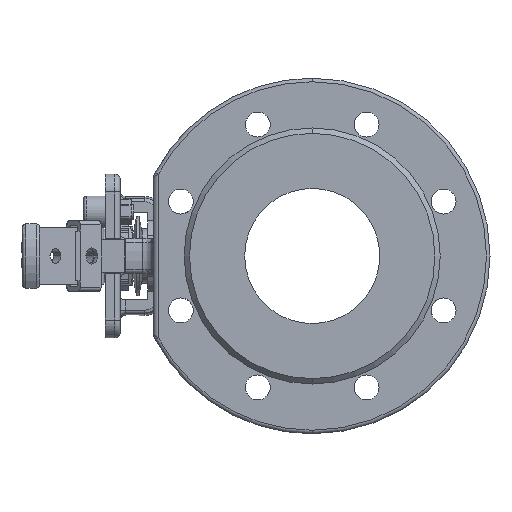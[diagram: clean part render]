
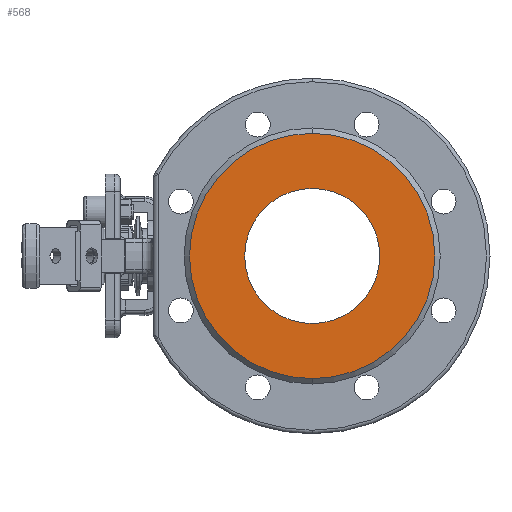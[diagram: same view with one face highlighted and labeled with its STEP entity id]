
A CAD part, left-side view. The second image highlights one B-rep face of the part: STEP entity #568.
In plain terms, the highlighted planar face has unit normal (-1, 0, 0).
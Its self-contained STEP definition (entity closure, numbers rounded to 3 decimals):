
#568 = ADVANCED_FACE ( 'NONE', ( #16875, #58530 ), #11275, .T. ) ;
#3091 = DIRECTION ( 'NONE',  ( 0., 0., 1. ) ) ;
#3194 = DIRECTION ( 'NONE',  ( 0., 0., 1. ) ) ;
#5912 = EDGE_CURVE ( 'NONE', #36531, #6677, #33667, .T. ) ;
#6330 = VERTEX_POINT ( 'NONE', #6954 ) ;
#6677 = VERTEX_POINT ( 'NONE', #46587 ) ;
#6954 = CARTESIAN_POINT ( 'NONE',  ( -60., 0., 69. ) ) ;
#6980 = CIRCLE ( 'NONE', #42219, 69. ) ;
#7512 = CARTESIAN_POINT ( 'NONE',  ( -60., 0., 0. ) ) ;
#11275 = PLANE ( 'NONE',  #48667 ) ;
#13223 = DIRECTION ( 'NONE',  ( 0., 0., 1. ) ) ;
#14928 = EDGE_CURVE ( 'NONE', #6330, #16464, #6980, .T. ) ;
#15995 = CARTESIAN_POINT ( 'NONE',  ( -60., 0., -38. ) ) ;
#16464 = VERTEX_POINT ( 'NONE', #46455 ) ;
#16875 = FACE_BOUND ( 'NONE', #54001, .T. ) ;
#20233 = CIRCLE ( 'NONE', #23704, 69. ) ;
#21784 = CARTESIAN_POINT ( 'NONE',  ( -60., -69., 0. ) ) ;
#22372 = ORIENTED_EDGE ( 'NONE', *, *, #14928, .T. ) ;
#23704 = AXIS2_PLACEMENT_3D ( 'NONE', #48245, #28831, #53143 ) ;
#26277 = DIRECTION ( 'NONE',  ( -1., 0., 0. ) ) ;
#26858 = CARTESIAN_POINT ( 'NONE',  ( -60., 0., 0. ) ) ;
#26989 = DIRECTION ( 'NONE',  ( -1., 0., 0. ) ) ;
#27992 = AXIS2_PLACEMENT_3D ( 'NONE', #26858, #41421, #3194 ) ;
#28173 = ORIENTED_EDGE ( 'NONE', *, *, #34352, .T. ) ;
#28831 = DIRECTION ( 'NONE',  ( -1., 0., 0. ) ) ;
#29855 = AXIS2_PLACEMENT_3D ( 'NONE', #47270, #26989, #13223 ) ;
#32041 = DIRECTION ( 'NONE',  ( -1., 0., 0. ) ) ;
#33667 = CIRCLE ( 'NONE', #29855, 38. ) ;
#34352 = EDGE_CURVE ( 'NONE', #16464, #6330, #20233, .T. ) ;
#36531 = VERTEX_POINT ( 'NONE', #15995 ) ;
#37425 = EDGE_LOOP ( 'NONE', ( #28173, #22372 ) ) ;
#39289 = ORIENTED_EDGE ( 'NONE', *, *, #5912, .F. ) ;
#40848 = CIRCLE ( 'NONE', #27992, 38. ) ;
#41421 = DIRECTION ( 'NONE',  ( -1., 0., 0. ) ) ;
#42219 = AXIS2_PLACEMENT_3D ( 'NONE', #7512, #32041, #3091 ) ;
#43098 = EDGE_CURVE ( 'NONE', #6677, #36531, #40848, .T. ) ;
#46455 = CARTESIAN_POINT ( 'NONE',  ( -60., 0., -69. ) ) ;
#46587 = CARTESIAN_POINT ( 'NONE',  ( -60., 0., 38. ) ) ;
#47270 = CARTESIAN_POINT ( 'NONE',  ( -60., 0., 0. ) ) ;
#48245 = CARTESIAN_POINT ( 'NONE',  ( -60., 0., 0. ) ) ;
#48667 = AXIS2_PLACEMENT_3D ( 'NONE', #21784, #26277, #50810 ) ;
#50810 = DIRECTION ( 'NONE',  ( 0., 0., 1. ) ) ;
#53143 = DIRECTION ( 'NONE',  ( 0., 0., 1. ) ) ;
#54001 = EDGE_LOOP ( 'NONE', ( #56660, #39289 ) ) ;
#56660 = ORIENTED_EDGE ( 'NONE', *, *, #43098, .F. ) ;
#58530 = FACE_OUTER_BOUND ( 'NONE', #37425, .T. ) ;
